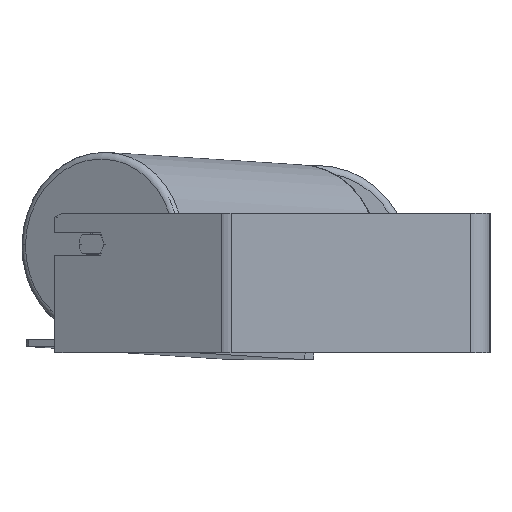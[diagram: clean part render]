
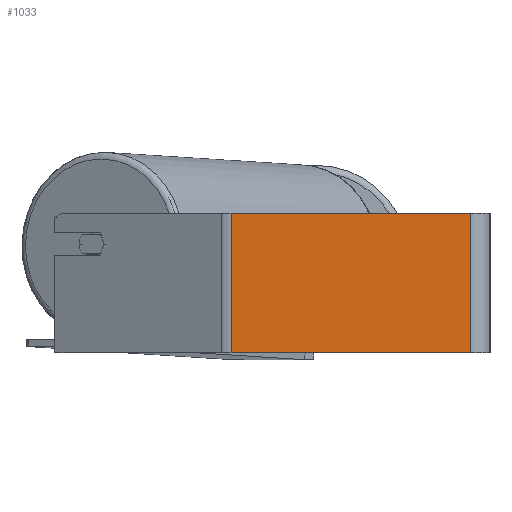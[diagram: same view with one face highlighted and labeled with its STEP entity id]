
A CAD part, left-side view. The second image highlights one B-rep face of the part: STEP entity #1033.
In plain terms, the highlighted planar face has unit normal (-1, 0, 0).
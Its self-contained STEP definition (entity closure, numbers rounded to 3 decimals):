
#78 = CARTESIAN_POINT ( 'NONE',  ( -500., 186.083, 50. ) ) ;
#748 = EDGE_CURVE ( 'NONE', #4143, #5472, #2971, .T. ) ;
#1033 = ADVANCED_FACE ( 'NONE', ( #1170 ), #6864, .F. ) ;
#1043 = DIRECTION ( 'NONE',  ( 0., -1., 0. ) ) ;
#1170 = FACE_OUTER_BOUND ( 'NONE', #2667, .T. ) ;
#1519 = VECTOR ( 'NONE', #2825, 1000. ) ;
#1546 = VERTEX_POINT ( 'NONE', #7209 ) ;
#2444 = VERTEX_POINT ( 'NONE', #2848 ) ;
#2667 = EDGE_LOOP ( 'NONE', ( #6892, #4015, #4875, #4946 ) ) ;
#2669 = EDGE_CURVE ( 'NONE', #1546, #5472, #5216, .T. ) ;
#2825 = DIRECTION ( 'NONE',  ( 0., 0., -1. ) ) ;
#2848 = CARTESIAN_POINT ( 'NONE',  ( -500., 186.083, 50. ) ) ;
#2930 = EDGE_CURVE ( 'NONE', #2444, #1546, #4853, .T. ) ;
#2971 = LINE ( 'NONE', #5580, #6910 ) ;
#3396 = AXIS2_PLACEMENT_3D ( 'NONE', #3975, #7417, #4711 ) ;
#3524 = DIRECTION ( 'NONE',  ( 0., 0., -1. ) ) ;
#3946 = CARTESIAN_POINT ( 'NONE',  ( -500., 14., -50. ) ) ;
#3975 = CARTESIAN_POINT ( 'NONE',  ( -500., 189.835, 50. ) ) ;
#4015 = ORIENTED_EDGE ( 'NONE', *, *, #748, .F. ) ;
#4091 = VECTOR ( 'NONE', #6679, 1000. ) ;
#4143 = VERTEX_POINT ( 'NONE', #7875 ) ;
#4711 = DIRECTION ( 'NONE',  ( 0., 0., -1. ) ) ;
#4853 = LINE ( 'NONE', #78, #1519 ) ;
#4875 = ORIENTED_EDGE ( 'NONE', *, *, #8762, .F. ) ;
#4946 = ORIENTED_EDGE ( 'NONE', *, *, #2930, .T. ) ;
#5216 = LINE ( 'NONE', #7340, #6876 ) ;
#5472 = VERTEX_POINT ( 'NONE', #3946 ) ;
#5580 = CARTESIAN_POINT ( 'NONE',  ( -500., 14., 50. ) ) ;
#6679 = DIRECTION ( 'NONE',  ( 0., -1., 0. ) ) ;
#6864 = PLANE ( 'NONE',  #3396 ) ;
#6876 = VECTOR ( 'NONE', #1043, 1000. ) ;
#6892 = ORIENTED_EDGE ( 'NONE', *, *, #2669, .T. ) ;
#6910 = VECTOR ( 'NONE', #3524, 1000. ) ;
#7209 = CARTESIAN_POINT ( 'NONE',  ( -500., 186.083, -50. ) ) ;
#7287 = CARTESIAN_POINT ( 'NONE',  ( -500., 189.835, 50. ) ) ;
#7340 = CARTESIAN_POINT ( 'NONE',  ( -500., 189.835, -50. ) ) ;
#7377 = LINE ( 'NONE', #7287, #4091 ) ;
#7417 = DIRECTION ( 'NONE',  ( 1., 0., 0. ) ) ;
#7875 = CARTESIAN_POINT ( 'NONE',  ( -500., 14., 50. ) ) ;
#8762 = EDGE_CURVE ( 'NONE', #2444, #4143, #7377, .T. ) ;
